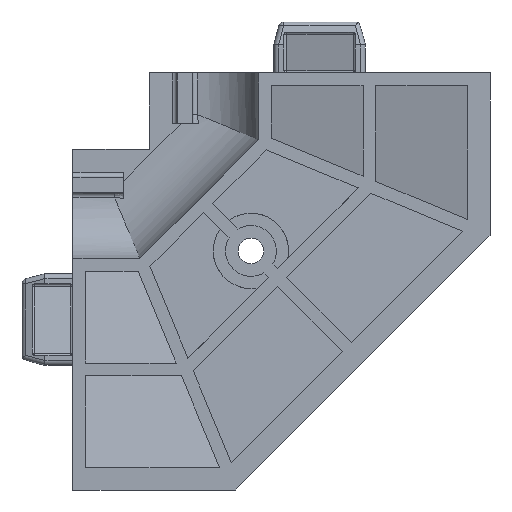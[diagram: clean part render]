
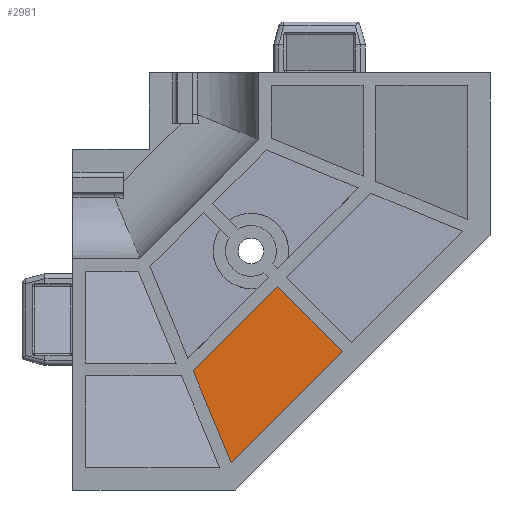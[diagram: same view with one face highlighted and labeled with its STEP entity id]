
A CAD part, front view. The second image highlights one B-rep face of the part: STEP entity #2981.
In plain terms, the highlighted planar face has unit normal (-0.19, -0.963, 0.19).
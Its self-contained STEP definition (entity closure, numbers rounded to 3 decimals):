
#168 = DIRECTION ( 'NONE',  ( -0.707, 0., -0.707 ) ) ;
#247 = CARTESIAN_POINT ( 'NONE',  ( 23.477, 8.244, -42.422 ) ) ;
#501 = DIRECTION ( 'NONE',  ( -0.707, 0., -0.707 ) ) ;
#919 = VECTOR ( 'NONE', #2695, 1000. ) ;
#928 = CARTESIAN_POINT ( 'NONE',  ( 52.989, 0., -54.757 ) ) ;
#1137 = LINE ( 'NONE', #4240, #919 ) ;
#1356 = VERTEX_POINT ( 'NONE', #4978 ) ;
#1482 = LINE ( 'NONE', #3739, #4536 ) ;
#1621 = CARTESIAN_POINT ( 'NONE',  ( 40.234, 5.025, -42.002 ) ) ;
#1655 = EDGE_LOOP ( 'NONE', ( #3770, #1713, #3665, #3436 ) ) ;
#1708 = CARTESIAN_POINT ( 'NONE',  ( 31.125, 0., -76.621 ) ) ;
#1713 = ORIENTED_EDGE ( 'NONE', *, *, #1875, .F. ) ;
#1875 = EDGE_CURVE ( 'NONE', #2097, #2426, #1137, .T. ) ;
#2097 = VERTEX_POINT ( 'NONE', #2270 ) ;
#2142 = PLANE ( 'NONE',  #4096 ) ;
#2191 = DIRECTION ( 'NONE',  ( -0.371, 0.249, 0.895 ) ) ;
#2270 = CARTESIAN_POINT ( 'NONE',  ( 40.234, 5.025, -42.002 ) ) ;
#2361 = VECTOR ( 'NONE', #168, 1000. ) ;
#2426 = VERTEX_POINT ( 'NONE', #2602 ) ;
#2602 = CARTESIAN_POINT ( 'NONE',  ( 52.989, 0., -54.757 ) ) ;
#2695 = DIRECTION ( 'NONE',  ( 0.681, -0.268, -0.681 ) ) ;
#2719 = LINE ( 'NONE', #1621, #4349 ) ;
#2981 = ADVANCED_FACE ( 'NONE', ( #4602 ), #2142, .T. ) ;
#2995 = DIRECTION ( 'NONE',  ( 0., -0.193, -0.981 ) ) ;
#3139 = EDGE_CURVE ( 'NONE', #2097, #1356, #2719, .T. ) ;
#3436 = ORIENTED_EDGE ( 'NONE', *, *, #3792, .F. ) ;
#3551 = LINE ( 'NONE', #928, #2361 ) ;
#3665 = ORIENTED_EDGE ( 'NONE', *, *, #3139, .T. ) ;
#3739 = CARTESIAN_POINT ( 'NONE',  ( 31.125, 0., -76.621 ) ) ;
#3770 = ORIENTED_EDGE ( 'NONE', *, *, #4402, .F. ) ;
#3775 = DIRECTION ( 'NONE',  ( -0.19, -0.963, 0.19 ) ) ;
#3792 = EDGE_CURVE ( 'NONE', #4311, #1356, #1482, .T. ) ;
#4096 = AXIS2_PLACEMENT_3D ( 'NONE', #247, #3775, #2995 ) ;
#4240 = CARTESIAN_POINT ( 'NONE',  ( 40.234, 5.025, -42.002 ) ) ;
#4311 = VERTEX_POINT ( 'NONE', #1708 ) ;
#4349 = VECTOR ( 'NONE', #501, 1000. ) ;
#4402 = EDGE_CURVE ( 'NONE', #2426, #4311, #3551, .T. ) ;
#4536 = VECTOR ( 'NONE', #2191, 1000. ) ;
#4602 = FACE_OUTER_BOUND ( 'NONE', #1655, .T. ) ;
#4978 = CARTESIAN_POINT ( 'NONE',  ( 23.653, 5.025, -58.582 ) ) ;
